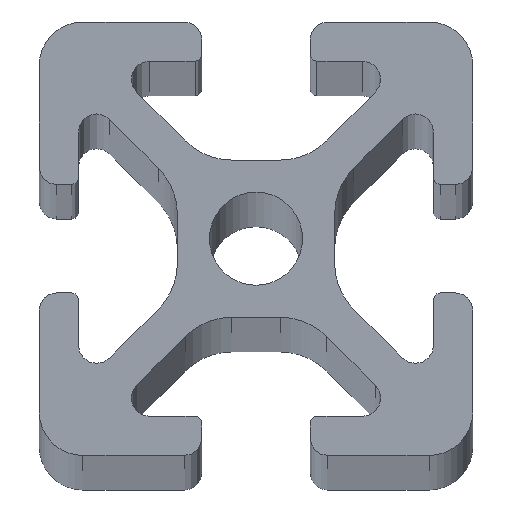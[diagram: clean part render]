
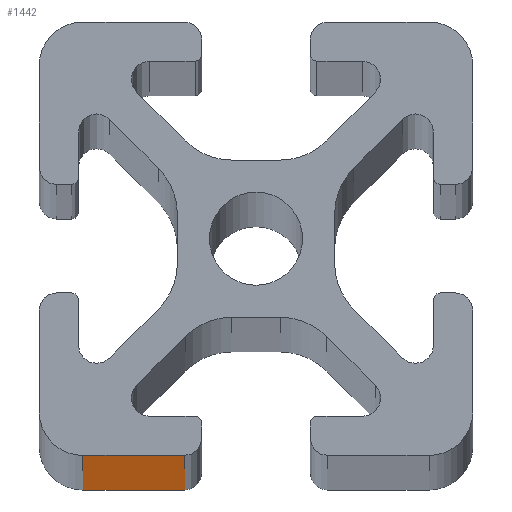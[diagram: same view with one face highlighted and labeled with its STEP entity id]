
A CAD part, top view. The second image highlights one B-rep face of the part: STEP entity #1442.
In plain terms, the highlighted planar face has unit normal (0, -1, 0).
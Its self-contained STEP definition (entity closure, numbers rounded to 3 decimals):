
#32=PLANE('',#1605);
#86=FACE_OUTER_BOUND('',#163,.T.);
#163=EDGE_LOOP('',(#1198,#1199,#1200,#1201));
#225=LINE('',#2173,#370);
#270=LINE('',#2348,#415);
#309=LINE('',#2448,#454);
#310=LINE('',#2450,#455);
#370=VECTOR('',#1715,1000.);
#415=VECTOR('',#1848,1000.);
#454=VECTOR('',#1963,1000.);
#455=VECTOR('',#1966,1000.);
#606=VERTEX_POINT('',#2170);
#607=VERTEX_POINT('',#2172);
#692=VERTEX_POINT('',#2345);
#693=VERTEX_POINT('',#2347);
#754=EDGE_CURVE('',#606,#607,#225,.T.);
#842=EDGE_CURVE('',#693,#692,#270,.T.);
#893=EDGE_CURVE('',#606,#693,#309,.T.);
#894=EDGE_CURVE('',#607,#692,#310,.T.);
#1198=ORIENTED_EDGE('',*,*,#842,.T.);
#1199=ORIENTED_EDGE('',*,*,#894,.F.);
#1200=ORIENTED_EDGE('',*,*,#754,.F.);
#1201=ORIENTED_EDGE('',*,*,#893,.T.);
#1442=ADVANCED_FACE('',(#86),#32,.F.);
#1605=AXIS2_PLACEMENT_3D('',#2449,#1964,#1965);
#1715=DIRECTION('',(1.,0.,0.));
#1848=DIRECTION('',(1.,0.,0.));
#1963=DIRECTION('',(0.,0.,-1.));
#1964=DIRECTION('center_axis',(0.,1.,0.));
#1965=DIRECTION('ref_axis',(-1.,0.,0.));
#1966=DIRECTION('',(0.,0.,-1.));
#2170=CARTESIAN_POINT('',(-7.988,-9.995,457.2));
#2172=CARTESIAN_POINT('',(-3.289,-9.995,457.2));
#2173=CARTESIAN_POINT('',(-7.988,-9.995,457.2));
#2345=CARTESIAN_POINT('',(-3.289,-9.995,-457.2));
#2347=CARTESIAN_POINT('',(-7.988,-9.995,-457.2));
#2348=CARTESIAN_POINT('',(-7.988,-9.995,-457.2));
#2448=CARTESIAN_POINT('',(-7.988,-9.995,457.2));
#2449=CARTESIAN_POINT('Origin',(-7.988,-9.995,457.2));
#2450=CARTESIAN_POINT('',(-3.289,-9.995,457.2));
